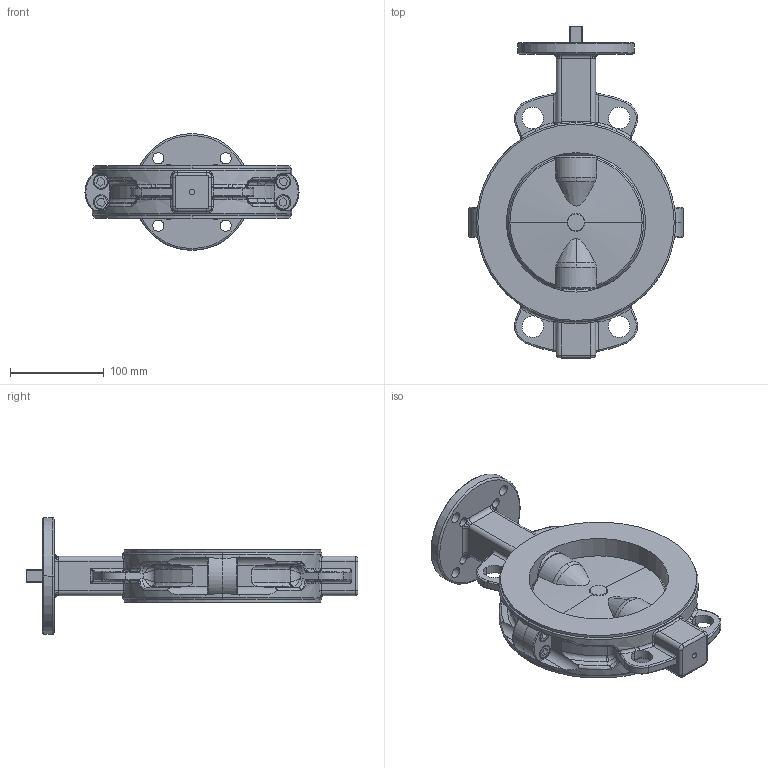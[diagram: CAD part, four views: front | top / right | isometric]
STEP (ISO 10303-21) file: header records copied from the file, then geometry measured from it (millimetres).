
FILE_DESCRIPTION (( 'STEP AP214' ), '1' );
FILE_NAME ('AS-W1-0600-PMR-XA.step', '2019-08-26T11:39:56', ( '' ), ( '' ), 'SwSTEP 2.0', 'SolidWorks 2019', '' );
FILE_SCHEMA (( 'AUTOMOTIVE_DESIGN' ));
Length unit declared in the file: inch
Products named in the file (2): AS-W1-0600-PMR-XA
Bounding box: 229 x 355.03 x 125 mm (x, y, z)
Surface area: 255619 mm2 (no closed solid volume)
Topology: 0 solids, 13 shells, 499 faces, 1363 edges, 827 vertices
Faces by surface type: cylinder 143, torus 103, bspline 102, plane 89, cone 62
Entity records: 28291 total; most frequent: CARTESIAN_POINT 10011, ORIENTED_EDGE 2515, DIRECTION 2397, EDGE_CURVE 1333, AXIS2_PLACEMENT_3D 1005, VERTEX_POINT 827, CIRCLE 606, EDGE_LOOP 533
